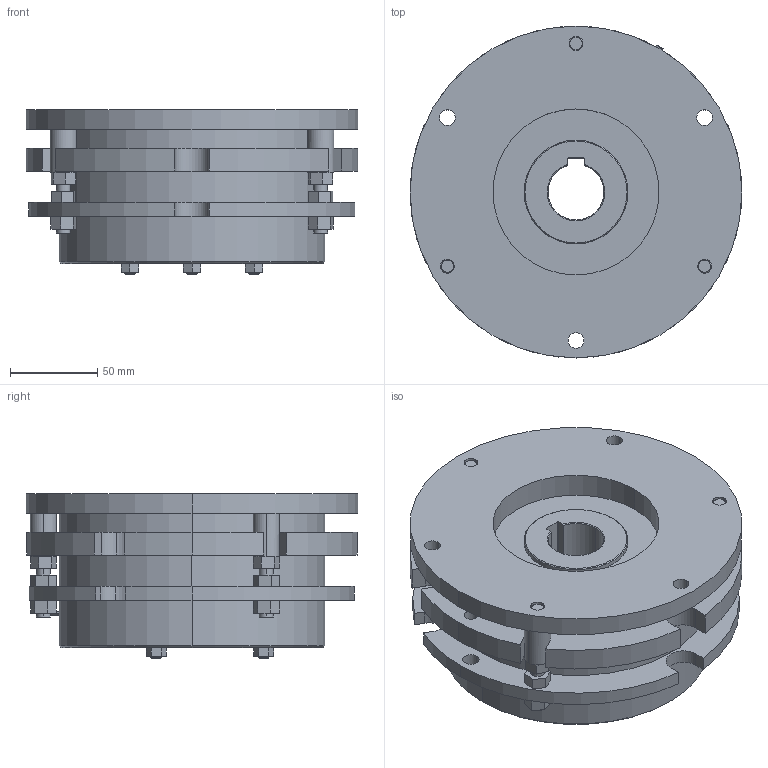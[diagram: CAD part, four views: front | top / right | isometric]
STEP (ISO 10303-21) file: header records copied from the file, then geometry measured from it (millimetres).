
FILE_DESCRIPTION (( 'STEP AP203' ), '1' );
FILE_NAME ('MNB 10K-N_23781400.STEP', '2016-06-07T00:30:07', ( ' ' ), ( '' ), 'SwSTEP 2.0', 'SolidWorks 2009', '' );
FILE_SCHEMA (( 'CONFIG_CONTROL_DESIGN' ));
Length unit declared in the file: millimetre
Products named in the file (1): MNB 10K-N_23781400
Bounding box: 190 x 190 x 94 mm (x, y, z)
Volume: 1641240.6 mm3; surface area: 181173.6 mm2
Topology: 1 solids, 1 shells, 288 faces, 681 edges, 426 vertices
Faces by surface type: plane 148, cylinder 102, cone 34, bspline 4
Entity records: 8630 total; most frequent: CARTESIAN_POINT 1722, DIRECTION 1483, ORIENTED_EDGE 1354, EDGE_CURVE 677, AXIS2_PLACEMENT_3D 535, VERTEX_POINT 426, VECTOR 413, LINE 413
